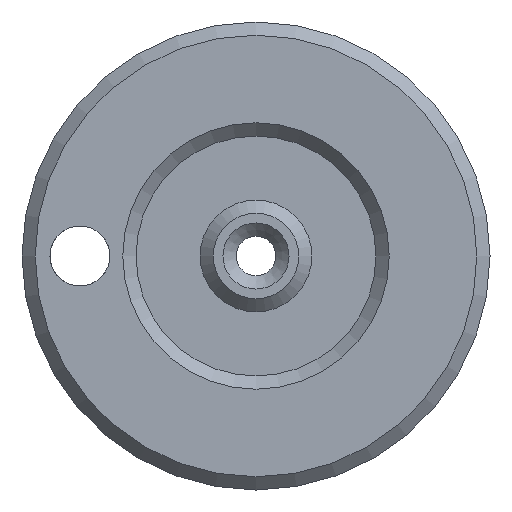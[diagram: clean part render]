
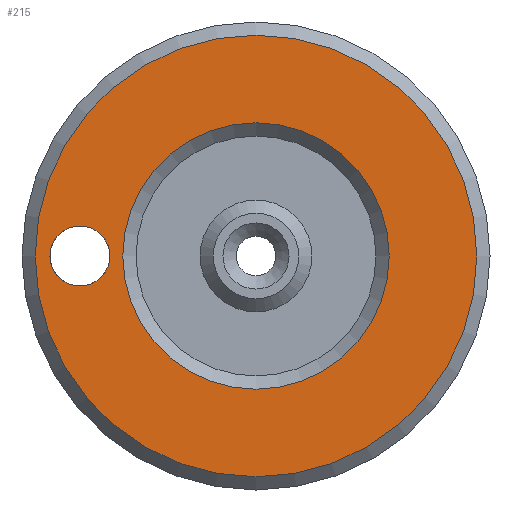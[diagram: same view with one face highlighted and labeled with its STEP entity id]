
A CAD part, left-side view. The second image highlights one B-rep face of the part: STEP entity #215.
In plain terms, the highlighted planar face has unit normal (-1, 0, 0).
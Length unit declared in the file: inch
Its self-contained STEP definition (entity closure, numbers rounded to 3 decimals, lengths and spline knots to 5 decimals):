
#16=PLANE($,#245);
#27=FACE_BOUND($,#72,.T.);
#28=FACE_BOUND($,#73,.T.);
#50=FACE_OUTER_BOUND($,#71,.T.);
#71=EDGE_LOOP($,(#174));
#72=EDGE_LOOP($,(#175));
#73=EDGE_LOOP($,(#176));
#110=CIRCLE($,#244,0.3025);
#111=CIRCLE($,#246,0.5015);
#112=CIRCLE($,#247,0.068);
#128=VERTEX_POINT($,#364);
#129=VERTEX_POINT($,#367);
#130=VERTEX_POINT($,#369);
#147=EDGE_CURVE($,#128,#128,#110,.T.);
#148=EDGE_CURVE($,#129,#129,#111,.T.);
#149=EDGE_CURVE($,#130,#130,#112,.T.);
#174=ORIENTED_EDGE($,*,*,#148,.F.);
#175=ORIENTED_EDGE($,*,*,#149,.T.);
#176=ORIENTED_EDGE($,*,*,#147,.F.);
#215=ADVANCED_FACE($,(#50,#27,#28),#16,.T.);
#244=AXIS2_PLACEMENT_3D($,#365,#297,#298);
#245=AXIS2_PLACEMENT_3D($,#366,#299,#300);
#246=AXIS2_PLACEMENT_3D($,#368,#301,#302);
#247=AXIS2_PLACEMENT_3D($,#370,#303,#304);
#297=DIRECTION('center_axis',(-1.,0.,0.));
#298=DIRECTION('ref_axis',(0.,-1.,0.));
#299=DIRECTION('center_axis',(-1.,0.,0.));
#300=DIRECTION('ref_axis',(0.,0.,1.));
#301=DIRECTION('center_axis',(1.,0.,0.));
#302=DIRECTION('ref_axis',(0.,-1.,0.));
#303=DIRECTION('center_axis',(1.,0.,0.));
#304=DIRECTION('ref_axis',(0.,0.,-1.));
#364=CARTESIAN_POINT('',(-0.15,0.3025,0.));
#365=CARTESIAN_POINT('Origin',(-0.15,0.,0.));
#366=CARTESIAN_POINT('Origin',(-0.15,0.5315,0.));
#367=CARTESIAN_POINT('',(-0.15,0.5015,0.));
#368=CARTESIAN_POINT('Origin',(-0.15,0.,0.));
#369=CARTESIAN_POINT('',(-0.15,0.4,0.068));
#370=CARTESIAN_POINT('Origin',(-0.15,0.4,0.));
